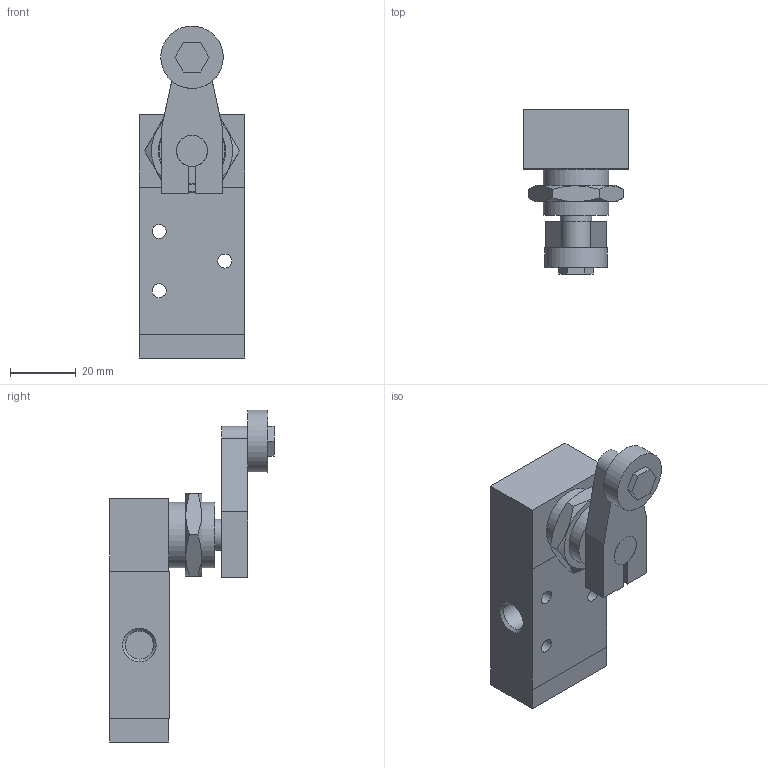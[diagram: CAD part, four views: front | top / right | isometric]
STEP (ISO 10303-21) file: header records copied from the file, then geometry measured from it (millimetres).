
FILE_DESCRIPTION((''),'2;1');
FILE_NAME('228_32_4_1.stp','2006-12-19T11:38:10',('rivolro1'),(''),'Autodesk Inventor 11','Autodesk Inventor 11','');
FILE_SCHEMA(('AUTOMOTIVE_DESIGN { 1 0 10303 214 1 1 1 1 }'));
Length unit declared in the file: millimetre
Products named in the file (3): 228_32_4_1; 614-009
Assembly tree (2 placements, depth 2):
  228_32_4_1
    228_32_4_1
    614-009
Bounding box: 32 x 49.99 x 101 mm (x, y, z)
Volume: 53420.4 mm3; surface area: 15358.8 mm2
Topology: 3 solids, 3 shells, 69 faces, 156 edges, 100 vertices
Faces by surface type: plane 46, bspline 10, cylinder 9, cone 4
Full cylindrical faces by diameter (mm): 4.25 x3, 9.48 x1, 9.5 x1, 19 x1, 20 x1
Entity records: 1970 total; most frequent: CARTESIAN_POINT 458, DIRECTION 286, ORIENTED_EDGE 270, EDGE_CURVE 135, EDGE_LOOP 104, AXIS2_PLACEMENT_3D 99, VERTEX_POINT 97, VECTOR 88
